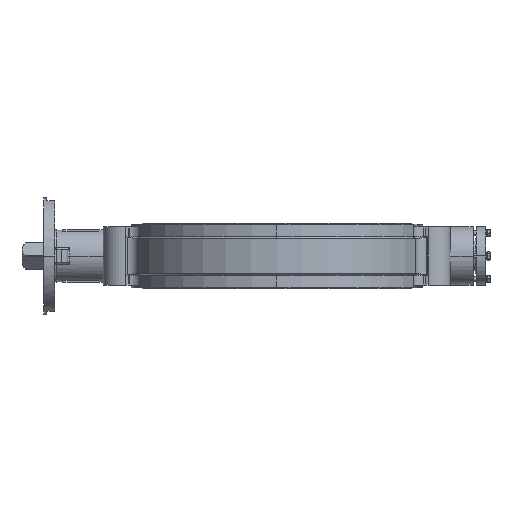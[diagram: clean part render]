
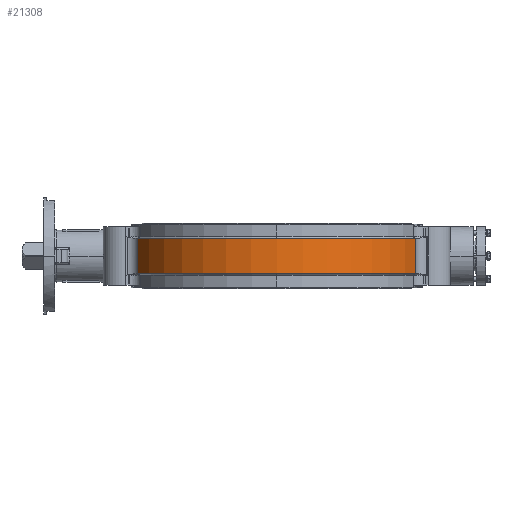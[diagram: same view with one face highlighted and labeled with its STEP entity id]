
A CAD part, left-side view. The second image highlights one B-rep face of the part: STEP entity #21308.
In plain terms, the highlighted cylindrical face has radius 267.5 mm (diameter 535 mm), a partial arc.
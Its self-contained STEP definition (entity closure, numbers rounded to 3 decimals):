
#2128 = VECTOR ( 'NONE', #2512, 1000. ) ;
#2512 = DIRECTION ( 'NONE',  ( 1., 0., 0. ) ) ;
#2535 = EDGE_CURVE ( 'NONE', #3105, #30585, #25521, .T. ) ;
#3105 = VERTEX_POINT ( 'NONE', #14701 ) ;
#5477 = EDGE_CURVE ( 'NONE', #14008, #30585, #15108, .T. ) ;
#5889 = AXIS2_PLACEMENT_3D ( 'NONE', #21992, #14356, #27050 ) ;
#6019 = LINE ( 'NONE', #17996, #24162 ) ;
#6150 = CARTESIAN_POINT ( 'NONE',  ( -32.5, -251.322, -91.617 ) ) ;
#6602 = EDGE_LOOP ( 'NONE', ( #16354, #9274, #8348, #10415 ) ) ;
#6799 = FACE_OUTER_BOUND ( 'NONE', #6602, .T. ) ;
#7200 = CYLINDRICAL_SURFACE ( 'NONE', #24537, 267.5 ) ;
#8348 = ORIENTED_EDGE ( 'NONE', *, *, #17429, .T. ) ;
#9274 = ORIENTED_EDGE ( 'NONE', *, *, #24831, .T. ) ;
#10063 = CIRCLE ( 'NONE', #5889, 267.5 ) ;
#10415 = ORIENTED_EDGE ( 'NONE', *, *, #5477, .T. ) ;
#11895 = CARTESIAN_POINT ( 'NONE',  ( 32.5, 251.322, -91.617 ) ) ;
#12049 = DIRECTION ( 'NONE',  ( 0., 0., 1. ) ) ;
#13888 = DIRECTION ( 'NONE',  ( 0., 0., -1. ) ) ;
#14008 = VERTEX_POINT ( 'NONE', #14708 ) ;
#14356 = DIRECTION ( 'NONE',  ( 1., 0., 0. ) ) ;
#14701 = CARTESIAN_POINT ( 'NONE',  ( 32.5, -251.322, -91.617 ) ) ;
#14708 = CARTESIAN_POINT ( 'NONE',  ( -32.5, 251.322, -91.617 ) ) ;
#15108 = LINE ( 'NONE', #27394, #2128 ) ;
#16354 = ORIENTED_EDGE ( 'NONE', *, *, #2535, .F. ) ;
#17429 = EDGE_CURVE ( 'NONE', #31214, #14008, #10063, .T. ) ;
#17996 = CARTESIAN_POINT ( 'NONE',  ( 32.5, -251.322, -91.617 ) ) ;
#20438 = AXIS2_PLACEMENT_3D ( 'NONE', #26490, #26375, #13888 ) ;
#21308 = ADVANCED_FACE ( 'NONE', ( #6799 ), #7200, .T. ) ;
#21992 = CARTESIAN_POINT ( 'NONE',  ( -32.5, 0., 0. ) ) ;
#22432 = DIRECTION ( 'NONE',  ( -1., 0., 0. ) ) ;
#24162 = VECTOR ( 'NONE', #30765, 1000. ) ;
#24537 = AXIS2_PLACEMENT_3D ( 'NONE', #27173, #22432, #12049 ) ;
#24831 = EDGE_CURVE ( 'NONE', #3105, #31214, #6019, .T. ) ;
#25521 = CIRCLE ( 'NONE', #20438, 267.5 ) ;
#26375 = DIRECTION ( 'NONE',  ( 1., 0., 0. ) ) ;
#26490 = CARTESIAN_POINT ( 'NONE',  ( 32.5, 0., 0. ) ) ;
#27050 = DIRECTION ( 'NONE',  ( 0., 0., -1. ) ) ;
#27173 = CARTESIAN_POINT ( 'NONE',  ( 32.5, 0., 0. ) ) ;
#27394 = CARTESIAN_POINT ( 'NONE',  ( 32.5, 251.322, -91.617 ) ) ;
#30585 = VERTEX_POINT ( 'NONE', #11895 ) ;
#30765 = DIRECTION ( 'NONE',  ( -1., 0., 0. ) ) ;
#31214 = VERTEX_POINT ( 'NONE', #6150 ) ;
